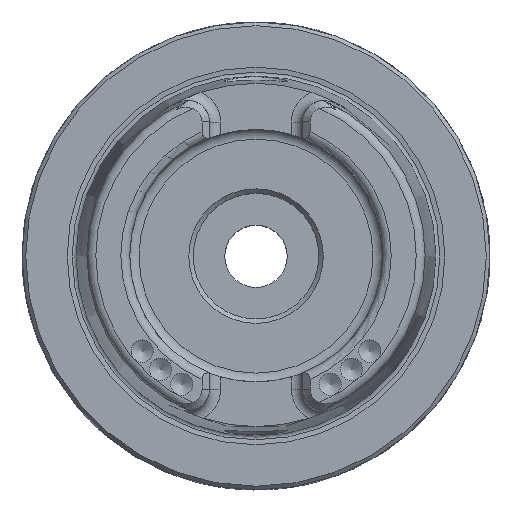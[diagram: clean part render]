
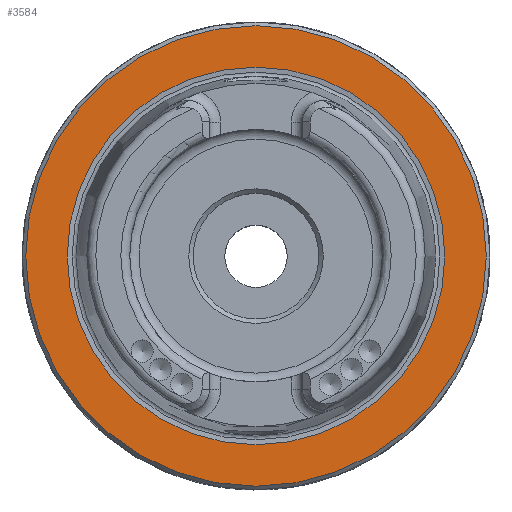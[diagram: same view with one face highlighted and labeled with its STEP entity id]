
A CAD part, top view. The second image highlights one B-rep face of the part: STEP entity #3584.
In plain terms, the highlighted planar face has unit normal (0, 0, 1).
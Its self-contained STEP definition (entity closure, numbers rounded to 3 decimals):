
#405=PLANE('',#3844);
#829=ORIENTED_EDGE('',*,*,#1319,.T.);
#830=ORIENTED_EDGE('',*,*,#1317,.F.);
#1317=EDGE_CURVE('',#1574,#1574,#1708,.T.);
#1319=EDGE_CURVE('',#1576,#1576,#1710,.T.);
#1574=VERTEX_POINT('',#5683);
#1576=VERTEX_POINT('',#5688);
#1708=CIRCLE('',#3842,25.418);
#1710=CIRCLE('',#3845,31.);
#1895=EDGE_LOOP('',(#829));
#1896=EDGE_LOOP('',(#830));
#2154=FACE_BOUND('',#1895,.T.);
#2155=FACE_BOUND('',#1896,.T.);
#3584=ADVANCED_FACE('',(#2154,#2155),#405,.T.);
#3842=AXIS2_PLACEMENT_3D('',#5682,#4429,#4430);
#3844=AXIS2_PLACEMENT_3D('',#5686,#4433,#4434);
#3845=AXIS2_PLACEMENT_3D('',#5687,#4435,#4436);
#4429=DIRECTION('',(0.,0.,1.));
#4430=DIRECTION('',(1.,0.,0.));
#4433=DIRECTION('',(0.,0.,1.));
#4434=DIRECTION('',(1.,0.,0.));
#4435=DIRECTION('',(0.,0.,1.));
#4436=DIRECTION('',(1.,0.,0.));
#5682=CARTESIAN_POINT('',(0.,0.,0.));
#5683=CARTESIAN_POINT('',(25.418,0.,0.));
#5686=CARTESIAN_POINT('',(31.,0.,0.));
#5687=CARTESIAN_POINT('',(0.,0.,0.));
#5688=CARTESIAN_POINT('',(31.,0.,0.));
